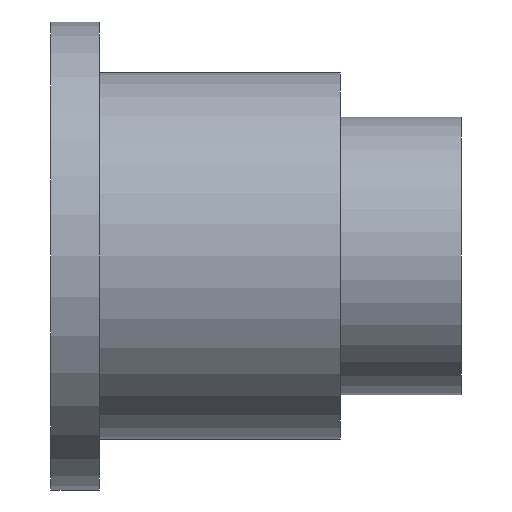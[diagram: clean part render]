
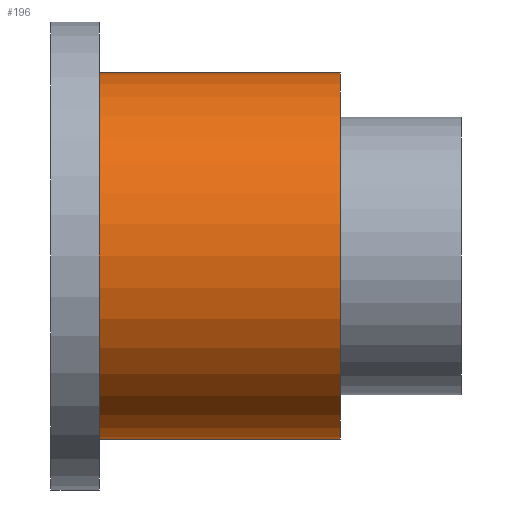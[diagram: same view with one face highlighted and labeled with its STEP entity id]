
A CAD part, left-side view. The second image highlights one B-rep face of the part: STEP entity #196.
In plain terms, the highlighted cylindrical face has radius 7.6 mm (diameter 15.2 mm), a full revolution.
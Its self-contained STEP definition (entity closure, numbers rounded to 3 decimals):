
#15=B_SPLINE_CURVE_WITH_KNOTS('',3,(#347,#348,#349,#350,#351,#352,#353,
#354,#355,#356,#357,#358,#359,#360,#361,#362,#363,#364),.UNSPECIFIED.,.F.,
 .F.,(4,2,2,2,2,2,2,2,4),(0.341,0.427,0.512,
0.597,0.682,0.768,0.853,
0.938,1.024),.UNSPECIFIED.);
#16=B_SPLINE_CURVE_WITH_KNOTS('',3,(#366,#367,#368,#369,#370,#371,#372,
#373,#374,#375),.UNSPECIFIED.,.F.,.F.,(4,2,2,2,4),(0.,0.085,
0.171,0.256,0.341),.UNSPECIFIED.);
#17=B_SPLINE_CURVE_WITH_KNOTS('',3,(#376,#377,#378,#379,#380,#381,#382,
#383,#384,#385),.UNSPECIFIED.,.F.,.F.,(4,2,2,2,4),(1.024,1.109,
1.194,1.28,1.365),.UNSPECIFIED.);
#39=FACE_OUTER_BOUND('',#54,.T.);
#54=EDGE_LOOP('',(#160,#161,#162,#163,#164,#165,#166,#167,#168));
#69=LINE('',#388,#77);
#70=LINE('',#390,#78);
#77=VECTOR('',#295,7.6);
#78=VECTOR('',#296,7.6);
#88=CIRCLE('',#238,7.6);
#90=CIRCLE('',#243,7.6);
#101=VERTEX_POINT('',#339);
#103=VERTEX_POINT('',#344);
#104=VERTEX_POINT('',#346);
#105=VERTEX_POINT('',#365);
#106=VERTEX_POINT('',#389);
#121=EDGE_CURVE('',#101,#101,#88,.T.);
#124=EDGE_CURVE('',#104,#103,#15,.T.);
#125=EDGE_CURVE('',#105,#104,#16,.T.);
#126=EDGE_CURVE('',#103,#105,#17,.T.);
#127=EDGE_CURVE('',#101,#103,#69,.T.);
#128=EDGE_CURVE('',#104,#106,#70,.T.);
#129=EDGE_CURVE('',#106,#106,#90,.T.);
#160=ORIENTED_EDGE('',*,*,#121,.F.);
#161=ORIENTED_EDGE('',*,*,#127,.T.);
#162=ORIENTED_EDGE('',*,*,#126,.T.);
#163=ORIENTED_EDGE('',*,*,#125,.T.);
#164=ORIENTED_EDGE('',*,*,#128,.T.);
#165=ORIENTED_EDGE('',*,*,#129,.F.);
#166=ORIENTED_EDGE('',*,*,#128,.F.);
#167=ORIENTED_EDGE('',*,*,#124,.T.);
#168=ORIENTED_EDGE('',*,*,#127,.F.);
#186=CYLINDRICAL_SURFACE('',#242,7.6);
#196=ADVANCED_FACE('',(#39),#186,.T.);
#238=AXIS2_PLACEMENT_3D('',#340,#284,#285);
#242=AXIS2_PLACEMENT_3D('',#387,#293,#294);
#243=AXIS2_PLACEMENT_3D('',#391,#297,#298);
#284=DIRECTION('center_axis',(0.,-1.,0.));
#285=DIRECTION('ref_axis',(-1.,0.,0.));
#293=DIRECTION('center_axis',(0.,-1.,0.));
#294=DIRECTION('ref_axis',(-1.,0.,0.));
#295=DIRECTION('',(0.,1.,0.));
#296=DIRECTION('',(0.,1.,0.));
#297=DIRECTION('center_axis',(0.,1.,0.));
#298=DIRECTION('ref_axis',(-1.,0.,0.));
#339=CARTESIAN_POINT('',(7.6,-10.,0.));
#340=CARTESIAN_POINT('Origin',(0.,-10.,0.));
#344=CARTESIAN_POINT('',(7.6,-7.25,0.));
#346=CARTESIAN_POINT('',(7.6,-2.75,0.));
#347=CARTESIAN_POINT('Ctrl Pts',(7.6,-2.75,0.));
#348=CARTESIAN_POINT('Ctrl Pts',(7.6,-2.75,-0.284));
#349=CARTESIAN_POINT('Ctrl Pts',(7.582,-2.807,-0.586));
#350=CARTESIAN_POINT('Ctrl Pts',(7.519,-3.037,-1.14));
#351=CARTESIAN_POINT('Ctrl Pts',(7.474,-3.21,-1.392));
#352=CARTESIAN_POINT('Ctrl Pts',(7.389,-3.608,-1.79));
#353=CARTESIAN_POINT('Ctrl Pts',(7.343,-3.86,-1.963));
#354=CARTESIAN_POINT('Ctrl Pts',(7.278,-4.413,-2.193));
#355=CARTESIAN_POINT('Ctrl Pts',(7.259,-4.716,-2.25));
#356=CARTESIAN_POINT('Ctrl Pts',(7.259,-5.284,-2.25));
#357=CARTESIAN_POINT('Ctrl Pts',(7.278,-5.587,-2.193));
#358=CARTESIAN_POINT('Ctrl Pts',(7.343,-6.14,-1.963));
#359=CARTESIAN_POINT('Ctrl Pts',(7.389,-6.392,-1.79));
#360=CARTESIAN_POINT('Ctrl Pts',(7.474,-6.79,-1.392));
#361=CARTESIAN_POINT('Ctrl Pts',(7.519,-6.963,-1.14));
#362=CARTESIAN_POINT('Ctrl Pts',(7.582,-7.193,-0.586));
#363=CARTESIAN_POINT('Ctrl Pts',(7.6,-7.25,-0.284));
#364=CARTESIAN_POINT('Ctrl Pts',(7.6,-7.25,0.));
#365=CARTESIAN_POINT('',(7.259,-5.,2.25));
#366=CARTESIAN_POINT('Ctrl Pts',(7.259,-5.,2.25));
#367=CARTESIAN_POINT('Ctrl Pts',(7.259,-4.716,2.25));
#368=CARTESIAN_POINT('Ctrl Pts',(7.278,-4.413,2.193));
#369=CARTESIAN_POINT('Ctrl Pts',(7.343,-3.86,1.963));
#370=CARTESIAN_POINT('Ctrl Pts',(7.389,-3.608,1.79));
#371=CARTESIAN_POINT('Ctrl Pts',(7.474,-3.21,1.392));
#372=CARTESIAN_POINT('Ctrl Pts',(7.519,-3.037,1.14));
#373=CARTESIAN_POINT('Ctrl Pts',(7.582,-2.807,0.586));
#374=CARTESIAN_POINT('Ctrl Pts',(7.6,-2.75,0.284));
#375=CARTESIAN_POINT('Ctrl Pts',(7.6,-2.75,0.));
#376=CARTESIAN_POINT('Ctrl Pts',(7.6,-7.25,0.));
#377=CARTESIAN_POINT('Ctrl Pts',(7.6,-7.25,0.284));
#378=CARTESIAN_POINT('Ctrl Pts',(7.582,-7.193,0.586));
#379=CARTESIAN_POINT('Ctrl Pts',(7.519,-6.963,1.14));
#380=CARTESIAN_POINT('Ctrl Pts',(7.474,-6.79,1.392));
#381=CARTESIAN_POINT('Ctrl Pts',(7.389,-6.392,1.79));
#382=CARTESIAN_POINT('Ctrl Pts',(7.343,-6.14,1.963));
#383=CARTESIAN_POINT('Ctrl Pts',(7.278,-5.587,2.193));
#384=CARTESIAN_POINT('Ctrl Pts',(7.259,-5.284,2.25));
#385=CARTESIAN_POINT('Ctrl Pts',(7.259,-5.,2.25));
#387=CARTESIAN_POINT('Origin',(0.,0.,0.));
#388=CARTESIAN_POINT('',(7.6,0.,0.));
#389=CARTESIAN_POINT('',(7.6,0.,0.));
#390=CARTESIAN_POINT('',(7.6,0.,0.));
#391=CARTESIAN_POINT('Origin',(0.,0.,0.));
